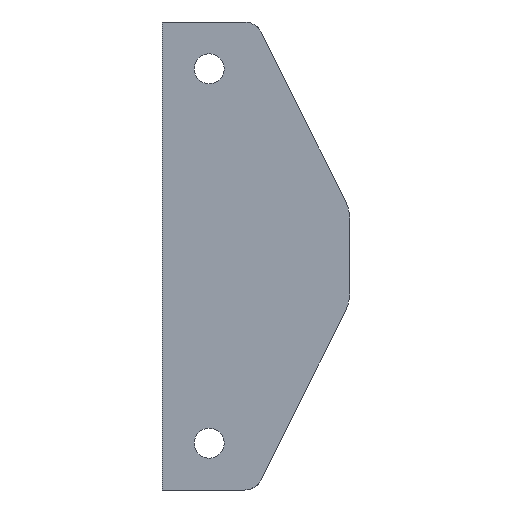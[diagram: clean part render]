
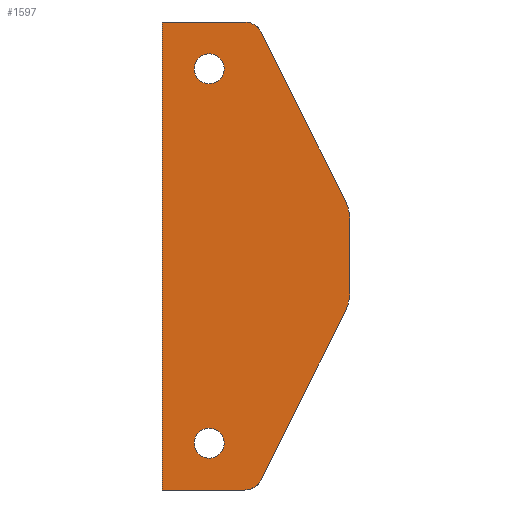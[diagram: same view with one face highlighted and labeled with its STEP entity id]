
A CAD part, front view. The second image highlights one B-rep face of the part: STEP entity #1597.
In plain terms, the highlighted planar face has unit normal (0, -1, 0).
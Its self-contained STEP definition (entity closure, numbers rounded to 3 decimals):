
#15 = EDGE_CURVE ( 'NONE', #1613, #1298, #907, .T. ) ;
#25 = AXIS2_PLACEMENT_3D ( 'NONE', #208, #2253, #793 ) ;
#39 = DIRECTION ( 'NONE',  ( 0., 0., -1. ) ) ;
#68 = CARTESIAN_POINT ( 'NONE',  ( 0., -30., 25. ) ) ;
#109 = VERTEX_POINT ( 'NONE', #2068 ) ;
#136 = ORIENTED_EDGE ( 'NONE', *, *, #15, .T. ) ;
#140 = EDGE_CURVE ( 'NONE', #434, #1792, #368, .T. ) ;
#151 = EDGE_CURVE ( 'NONE', #217, #1613, #1293, .T. ) ;
#158 = EDGE_LOOP ( 'NONE', ( #1208, #487, #136, #1587, #719, #2365, #240, #1668, #1466, #919 ) ) ;
#162 = LINE ( 'NONE', #2358, #1207 ) ;
#171 = DIRECTION ( 'NONE',  ( -1., 0., 0. ) ) ;
#208 = CARTESIAN_POINT ( 'NONE',  ( 8.764, -30., 23. ) ) ;
#213 = VERTEX_POINT ( 'NONE', #814 ) ;
#217 = VERTEX_POINT ( 'NONE', #1540 ) ;
#221 = AXIS2_PLACEMENT_3D ( 'NONE', #1197, #1925, #2161 ) ;
#240 = ORIENTED_EDGE ( 'NONE', *, *, #2274, .F. ) ;
#249 = CIRCLE ( 'NONE', #1364, 2. ) ;
#281 = ORIENTED_EDGE ( 'NONE', *, *, #1471, .T. ) ;
#282 = VECTOR ( 'NONE', #1942, 1000. ) ;
#328 = VERTEX_POINT ( 'NONE', #747 ) ;
#368 = CIRCLE ( 'NONE', #980, 4. ) ;
#380 = AXIS2_PLACEMENT_3D ( 'NONE', #1272, #762, #1476 ) ;
#391 = CARTESIAN_POINT ( 'NONE',  ( 5., -30., 20. ) ) ;
#434 = VERTEX_POINT ( 'NONE', #1911 ) ;
#487 = ORIENTED_EDGE ( 'NONE', *, *, #151, .T. ) ;
#498 = EDGE_CURVE ( 'NONE', #1625, #1856, #702, .T. ) ;
#501 = LINE ( 'NONE', #2289, #1235 ) ;
#504 = AXIS2_PLACEMENT_3D ( 'NONE', #1114, #2379, #2006 ) ;
#529 = AXIS2_PLACEMENT_3D ( 'NONE', #1300, #1806, #1118 ) ;
#536 = PLANE ( 'NONE',  #380 ) ;
#540 = CARTESIAN_POINT ( 'NONE',  ( 0., -30., 0. ) ) ;
#549 = FACE_BOUND ( 'NONE', #1411, .T. ) ;
#575 = FACE_OUTER_BOUND ( 'NONE', #158, .T. ) ;
#702 = CIRCLE ( 'NONE', #1238, 1.6 ) ;
#719 = ORIENTED_EDGE ( 'NONE', *, *, #1677, .F. ) ;
#724 = EDGE_CURVE ( 'NONE', #328, #109, #1389, .T. ) ;
#737 = LINE ( 'NONE', #540, #1328 ) ;
#744 = CARTESIAN_POINT ( 'NONE',  ( 10., -30., 25. ) ) ;
#747 = CARTESIAN_POINT ( 'NONE',  ( 20., -30., 4.056 ) ) ;
#762 = DIRECTION ( 'NONE',  ( 0., -1., 0. ) ) ;
#769 = CIRCLE ( 'NONE', #221, 1.6 ) ;
#791 = EDGE_LOOP ( 'NONE', ( #2344, #281 ) ) ;
#793 = DIRECTION ( 'NONE',  ( 0., 0., -1. ) ) ;
#811 = ORIENTED_EDGE ( 'NONE', *, *, #836, .T. ) ;
#814 = CARTESIAN_POINT ( 'NONE',  ( 8.764, -30., -25. ) ) ;
#820 = DIRECTION ( 'NONE',  ( 0., -1., 0. ) ) ;
#836 = EDGE_CURVE ( 'NONE', #1856, #1625, #2087, .T. ) ;
#849 = CARTESIAN_POINT ( 'NONE',  ( 10., -30., 25. ) ) ;
#853 = CARTESIAN_POINT ( 'NONE',  ( 10., -30., -25. ) ) ;
#855 = CARTESIAN_POINT ( 'NONE',  ( 5., -30., 20. ) ) ;
#875 = DIRECTION ( 'NONE',  ( 0., 0., 1. ) ) ;
#907 = LINE ( 'NONE', #744, #1955 ) ;
#919 = ORIENTED_EDGE ( 'NONE', *, *, #724, .T. ) ;
#930 = DIRECTION ( 'NONE',  ( 0., 1., 0. ) ) ;
#934 = AXIS2_PLACEMENT_3D ( 'NONE', #391, #930, #1634 ) ;
#937 = CARTESIAN_POINT ( 'NONE',  ( 5., -30., -21.6 ) ) ;
#952 = VECTOR ( 'NONE', #1377, 1000. ) ;
#980 = AXIS2_PLACEMENT_3D ( 'NONE', #2041, #1498, #39 ) ;
#1010 = EDGE_CURVE ( 'NONE', #328, #1792, #501, .T. ) ;
#1032 = DIRECTION ( 'NONE',  ( 0., 0., -1. ) ) ;
#1100 = VERTEX_POINT ( 'NONE', #1123 ) ;
#1104 = CARTESIAN_POINT ( 'NONE',  ( 5., -30., 18.4 ) ) ;
#1114 = CARTESIAN_POINT ( 'NONE',  ( 16., -30., 4.056 ) ) ;
#1118 = DIRECTION ( 'NONE',  ( 0., 0., 1. ) ) ;
#1123 = CARTESIAN_POINT ( 'NONE',  ( 10.553, -30., -23.894 ) ) ;
#1159 = CARTESIAN_POINT ( 'NONE',  ( 0., -30., -25. ) ) ;
#1175 = CARTESIAN_POINT ( 'NONE',  ( 5., -30., -18.4 ) ) ;
#1197 = CARTESIAN_POINT ( 'NONE',  ( 5., -30., -20. ) ) ;
#1207 = VECTOR ( 'NONE', #1511, 1000. ) ;
#1208 = ORIENTED_EDGE ( 'NONE', *, *, #1441, .F. ) ;
#1224 = LINE ( 'NONE', #849, #952 ) ;
#1235 = VECTOR ( 'NONE', #1032, 1000. ) ;
#1238 = AXIS2_PLACEMENT_3D ( 'NONE', #855, #1410, #2339 ) ;
#1241 = LINE ( 'NONE', #853, #282 ) ;
#1271 = VERTEX_POINT ( 'NONE', #1159 ) ;
#1272 = CARTESIAN_POINT ( 'NONE',  ( 10., -30., 0. ) ) ;
#1293 = CIRCLE ( 'NONE', #25, 2. ) ;
#1298 = VERTEX_POINT ( 'NONE', #68 ) ;
#1300 = CARTESIAN_POINT ( 'NONE',  ( 5., -30., -20. ) ) ;
#1328 = VECTOR ( 'NONE', #875, 1000. ) ;
#1364 = AXIS2_PLACEMENT_3D ( 'NONE', #2139, #820, #1390 ) ;
#1377 = DIRECTION ( 'NONE',  ( 0.447, 0., -0.894 ) ) ;
#1389 = CIRCLE ( 'NONE', #504, 4. ) ;
#1390 = DIRECTION ( 'NONE',  ( 0., 0., -1. ) ) ;
#1410 = DIRECTION ( 'NONE',  ( 0., 1., 0. ) ) ;
#1411 = EDGE_LOOP ( 'NONE', ( #811, #2047 ) ) ;
#1441 = EDGE_CURVE ( 'NONE', #217, #109, #1224, .T. ) ;
#1449 = FACE_BOUND ( 'NONE', #791, .T. ) ;
#1466 = ORIENTED_EDGE ( 'NONE', *, *, #1010, .F. ) ;
#1471 = EDGE_CURVE ( 'NONE', #1537, #2369, #769, .T. ) ;
#1476 = DIRECTION ( 'NONE',  ( 0., 0., -1. ) ) ;
#1498 = DIRECTION ( 'NONE',  ( 0., -1., 0. ) ) ;
#1511 = DIRECTION ( 'NONE',  ( -0.447, 0., -0.894 ) ) ;
#1537 = VERTEX_POINT ( 'NONE', #937 ) ;
#1540 = CARTESIAN_POINT ( 'NONE',  ( 10.553, -30., 23.894 ) ) ;
#1561 = CIRCLE ( 'NONE', #529, 1.6 ) ;
#1582 = EDGE_CURVE ( 'NONE', #2369, #1537, #1561, .T. ) ;
#1587 = ORIENTED_EDGE ( 'NONE', *, *, #1820, .F. ) ;
#1597 = ADVANCED_FACE ( 'NONE', ( #549, #1449, #575 ), #536, .T. ) ;
#1613 = VERTEX_POINT ( 'NONE', #2030 ) ;
#1625 = VERTEX_POINT ( 'NONE', #1104 ) ;
#1634 = DIRECTION ( 'NONE',  ( 0., 0., 1. ) ) ;
#1668 = ORIENTED_EDGE ( 'NONE', *, *, #140, .T. ) ;
#1677 = EDGE_CURVE ( 'NONE', #213, #1271, #1241, .T. ) ;
#1792 = VERTEX_POINT ( 'NONE', #2165 ) ;
#1806 = DIRECTION ( 'NONE',  ( 0., 1., 0. ) ) ;
#1820 = EDGE_CURVE ( 'NONE', #1271, #1298, #737, .T. ) ;
#1856 = VERTEX_POINT ( 'NONE', #2215 ) ;
#1911 = CARTESIAN_POINT ( 'NONE',  ( 19.578, -30., -5.845 ) ) ;
#1925 = DIRECTION ( 'NONE',  ( 0., 1., 0. ) ) ;
#1942 = DIRECTION ( 'NONE',  ( -1., 0., 0. ) ) ;
#1955 = VECTOR ( 'NONE', #171, 1000. ) ;
#2006 = DIRECTION ( 'NONE',  ( 0., 0., -1. ) ) ;
#2030 = CARTESIAN_POINT ( 'NONE',  ( 8.764, -30., 25. ) ) ;
#2041 = CARTESIAN_POINT ( 'NONE',  ( 16., -30., -4.056 ) ) ;
#2047 = ORIENTED_EDGE ( 'NONE', *, *, #498, .T. ) ;
#2068 = CARTESIAN_POINT ( 'NONE',  ( 19.578, -30., 5.845 ) ) ;
#2077 = EDGE_CURVE ( 'NONE', #213, #1100, #249, .T. ) ;
#2087 = CIRCLE ( 'NONE', #934, 1.6 ) ;
#2139 = CARTESIAN_POINT ( 'NONE',  ( 8.764, -30., -23. ) ) ;
#2161 = DIRECTION ( 'NONE',  ( 0., 0., 1. ) ) ;
#2165 = CARTESIAN_POINT ( 'NONE',  ( 20., -30., -4.056 ) ) ;
#2215 = CARTESIAN_POINT ( 'NONE',  ( 5., -30., 21.6 ) ) ;
#2253 = DIRECTION ( 'NONE',  ( 0., -1., 0. ) ) ;
#2274 = EDGE_CURVE ( 'NONE', #434, #1100, #162, .T. ) ;
#2289 = CARTESIAN_POINT ( 'NONE',  ( 20., -30., 25. ) ) ;
#2339 = DIRECTION ( 'NONE',  ( 0., 0., 1. ) ) ;
#2344 = ORIENTED_EDGE ( 'NONE', *, *, #1582, .T. ) ;
#2358 = CARTESIAN_POINT ( 'NONE',  ( 10., -30., -25. ) ) ;
#2365 = ORIENTED_EDGE ( 'NONE', *, *, #2077, .T. ) ;
#2369 = VERTEX_POINT ( 'NONE', #1175 ) ;
#2379 = DIRECTION ( 'NONE',  ( 0., -1., 0. ) ) ;
